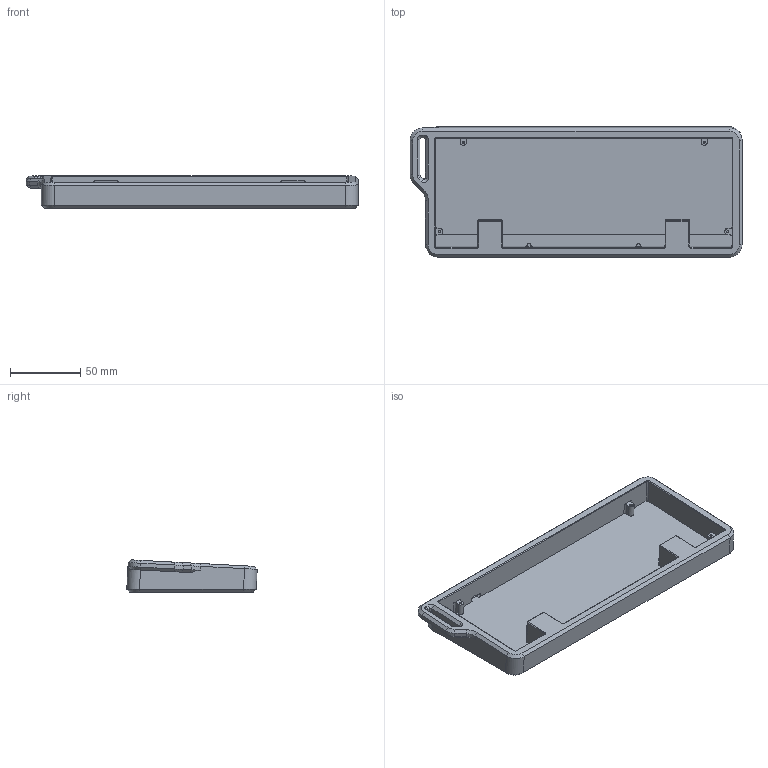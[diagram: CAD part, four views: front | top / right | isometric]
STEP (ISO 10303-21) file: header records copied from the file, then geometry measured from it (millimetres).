
FILE_DESCRIPTION(/* description */ (''),/* implementation_level */ '2;1');
FILE_NAME(/* name */ 'CNC Vault 35 WKL MFR2 Strap.step',/* time_stamp */ '2024-10-21T20:31:41-07:00',/* author */ (''),/* organization */ (''),/* preprocessor_version */ 'ST-DEVELOPER v20',/* originating_system */ 'Autodesk Translation Framework v13.20.0.188',/* authorisation */ '');
FILE_SCHEMA (('AUTOMOTIVE_DESIGN { 1 0 10303 214 3 1 1 }'));
Length unit declared in the file: millimetre
Products named in the file (1): CNC Strap Vault 35 WKL MFR2
Bounding box: 236.3 x 92.82 x 22.96 mm (x, y, z)
Volume: 141538.3 mm3; surface area: 65767.2 mm2
Topology: 1 solids, 1 shells, 194 faces, 479 edges, 295 vertices
Faces by surface type: plane 95, cylinder 57, cone 33, bspline 9
Full cylindrical faces by diameter (mm): 1.6 x4, 6.5 x4
Entity records: 5885 total; most frequent: CARTESIAN_POINT 1216, DIRECTION 978, ORIENTED_EDGE 958, EDGE_CURVE 479, AXIS2_PLACEMENT_3D 333, LINE 312, VECTOR 312, VERTEX_POINT 295
